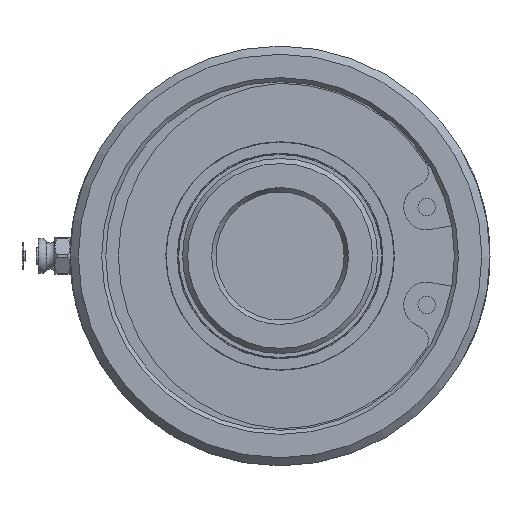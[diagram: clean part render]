
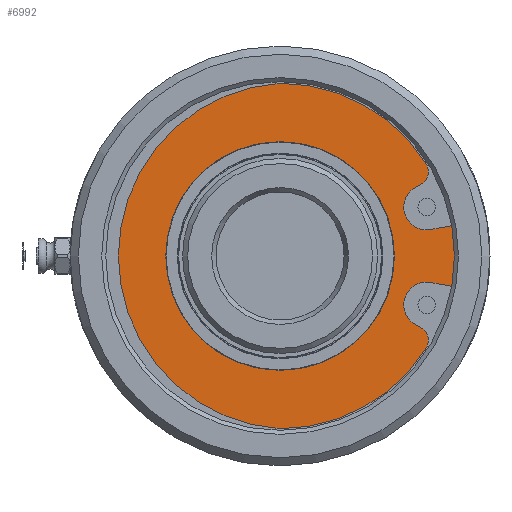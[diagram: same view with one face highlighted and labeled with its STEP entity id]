
A CAD part, left-side view. The second image highlights one B-rep face of the part: STEP entity #6992.
In plain terms, the highlighted planar face has unit normal (-1, 0, 0).
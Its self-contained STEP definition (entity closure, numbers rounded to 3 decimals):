
#291=PLANE('',#7495);
#436=FACE_BOUND('',#1259,.T.);
#515=CIRCLE('',#7461,4.474);
#521=CIRCLE('',#7472,33.733);
#523=CIRCLE('',#7475,2.949);
#525=CIRCLE('',#7478,4.474);
#527=CIRCLE('',#7481,2.949);
#529=CIRCLE('',#7484,33.733);
#531=CIRCLE('',#7487,33.806);
#533=CIRCLE('',#7491,36.9);
#536=CIRCLE('',#7496,22.325);
#537=CIRCLE('',#7497,22.325);
#842=FACE_OUTER_BOUND('',#1258,.T.);
#1258=EDGE_LOOP('',(#4778,#4779,#4780,#4781,#4782,#4783,#4784,#4785,#4786,
#4787));
#1259=EDGE_LOOP('',(#4788,#4789));
#1989=LINE('',#10573,#2373);
#1993=LINE('',#10583,#2377);
#2373=VECTOR('',#8145,10.);
#2377=VECTOR('',#8151,10.);
#2874=VERTEX_POINT('',#10561);
#2875=VERTEX_POINT('',#10563);
#2878=VERTEX_POINT('',#10571);
#2882=VERTEX_POINT('',#10580);
#2883=VERTEX_POINT('',#10582);
#2890=VERTEX_POINT('',#10601);
#2891=VERTEX_POINT('',#10603);
#2893=VERTEX_POINT('',#10612);
#2895=VERTEX_POINT('',#10618);
#2897=VERTEX_POINT('',#10624);
#2899=VERTEX_POINT('',#10639);
#2900=VERTEX_POINT('',#10640);
#3614=EDGE_CURVE('',#2875,#2874,#515,.T.);
#3619=EDGE_CURVE('',#2874,#2878,#1989,.T.);
#3623=EDGE_CURVE('',#2883,#2882,#1993,.T.);
#3633=EDGE_CURVE('',#2891,#2890,#521,.T.);
#3636=EDGE_CURVE('',#2890,#2875,#523,.T.);
#3639=EDGE_CURVE('',#2882,#2893,#525,.T.);
#3642=EDGE_CURVE('',#2893,#2895,#527,.T.);
#3645=EDGE_CURVE('',#2895,#2897,#529,.T.);
#3647=EDGE_CURVE('',#2897,#2891,#531,.T.);
#3649=EDGE_CURVE('',#2883,#2878,#533,.T.);
#3652=EDGE_CURVE('',#2899,#2900,#536,.T.);
#3653=EDGE_CURVE('',#2900,#2899,#537,.T.);
#4778=ORIENTED_EDGE('',*,*,#3623,.T.);
#4779=ORIENTED_EDGE('',*,*,#3639,.T.);
#4780=ORIENTED_EDGE('',*,*,#3642,.T.);
#4781=ORIENTED_EDGE('',*,*,#3645,.T.);
#4782=ORIENTED_EDGE('',*,*,#3647,.T.);
#4783=ORIENTED_EDGE('',*,*,#3633,.T.);
#4784=ORIENTED_EDGE('',*,*,#3636,.T.);
#4785=ORIENTED_EDGE('',*,*,#3614,.T.);
#4786=ORIENTED_EDGE('',*,*,#3619,.T.);
#4787=ORIENTED_EDGE('',*,*,#3649,.F.);
#4788=ORIENTED_EDGE('',*,*,#3652,.T.);
#4789=ORIENTED_EDGE('',*,*,#3653,.T.);
#6992=ADVANCED_FACE('',(#842,#436),#291,.T.);
#7461=AXIS2_PLACEMENT_3D('',#10564,#8137,#8138);
#7472=AXIS2_PLACEMENT_3D('',#10604,#8172,#8173);
#7475=AXIS2_PLACEMENT_3D('',#10608,#8179,#8180);
#7478=AXIS2_PLACEMENT_3D('',#10614,#8186,#8187);
#7481=AXIS2_PLACEMENT_3D('',#10620,#8193,#8194);
#7484=AXIS2_PLACEMENT_3D('',#10626,#8200,#8201);
#7487=AXIS2_PLACEMENT_3D('',#10629,#8206,#8207);
#7491=AXIS2_PLACEMENT_3D('',#10633,#8214,#8215);
#7495=AXIS2_PLACEMENT_3D('',#10638,#8222,#8223);
#7496=AXIS2_PLACEMENT_3D('',#10641,#8224,#8225);
#7497=AXIS2_PLACEMENT_3D('',#10642,#8226,#8227);
#8137=DIRECTION('center_axis',(1.,0.,0.));
#8138=DIRECTION('ref_axis',(0.,0.355,-0.935));
#8145=DIRECTION('',(0.,-0.985,-0.174));
#8151=DIRECTION('',(0.,0.985,-0.174));
#8172=DIRECTION('center_axis',(-1.,0.,0.));
#8173=DIRECTION('ref_axis',(0.,0.849,0.528));
#8179=DIRECTION('center_axis',(-1.,0.,0.));
#8180=DIRECTION('ref_axis',(0.,0.355,-0.935));
#8186=DIRECTION('center_axis',(1.,0.,0.));
#8187=DIRECTION('ref_axis',(0.,-0.046,-0.999));
#8193=DIRECTION('center_axis',(-1.,0.,0.));
#8194=DIRECTION('ref_axis',(0.,0.893,-0.451));
#8200=DIRECTION('center_axis',(-1.,0.,0.));
#8201=DIRECTION('ref_axis',(0.,0.,-1.));
#8206=DIRECTION('center_axis',(-1.,0.,0.));
#8207=DIRECTION('ref_axis',(0.,-0.066,0.998));
#8214=DIRECTION('center_axis',(1.,0.,0.));
#8215=DIRECTION('ref_axis',(0.,1.,0.));
#8222=DIRECTION('center_axis',(-1.,0.,0.));
#8223=DIRECTION('ref_axis',(0.,0.,1.));
#8224=DIRECTION('center_axis',(1.,0.,0.));
#8225=DIRECTION('ref_axis',(0.,-1.,0.));
#8226=DIRECTION('center_axis',(1.,0.,0.));
#8227=DIRECTION('ref_axis',(0.,-1.,0.));
#10561=CARTESIAN_POINT('',(5.86,-28.843,-5.086));
#10563=CARTESIAN_POINT('',(5.86,-27.053,-13.738));
#10564=CARTESIAN_POINT('Origin',(5.86,-28.639,-9.555));
#10571=CARTESIAN_POINT('',(5.86,-36.339,-6.408));
#10573=CARTESIAN_POINT('',(5.86,-4.374,-0.771));
#10580=CARTESIAN_POINT('',(5.86,-28.843,5.086));
#10582=CARTESIAN_POINT('',(5.86,-36.339,6.408));
#10583=CARTESIAN_POINT('',(5.86,-0.625,0.11));
#10601=CARTESIAN_POINT('',(5.86,-28.639,-17.825));
#10603=CARTESIAN_POINT('',(5.86,0.,-33.733));
#10604=CARTESIAN_POINT('Origin',(5.86,0.,0.));
#10608=CARTESIAN_POINT('Origin',(5.86,-26.007,-16.495));
#10612=CARTESIAN_POINT('',(5.86,-27.053,13.738));
#10614=CARTESIAN_POINT('Origin',(5.86,-28.639,9.555));
#10618=CARTESIAN_POINT('',(5.86,-28.639,17.825));
#10620=CARTESIAN_POINT('Origin',(5.86,-26.007,16.495));
#10624=CARTESIAN_POINT('',(5.86,0.,33.733));
#10626=CARTESIAN_POINT('Origin',(5.86,0.,0.));
#10629=CARTESIAN_POINT('Origin',(5.86,-2.225,0.));
#10633=CARTESIAN_POINT('Origin',(5.86,0.,0.));
#10638=CARTESIAN_POINT('Origin',(5.86,28.45,0.));
#10639=CARTESIAN_POINT('',(5.86,-22.325,0.));
#10640=CARTESIAN_POINT('',(5.86,22.325,0.));
#10641=CARTESIAN_POINT('Origin',(5.86,0.,0.));
#10642=CARTESIAN_POINT('Origin',(5.86,0.,0.));
